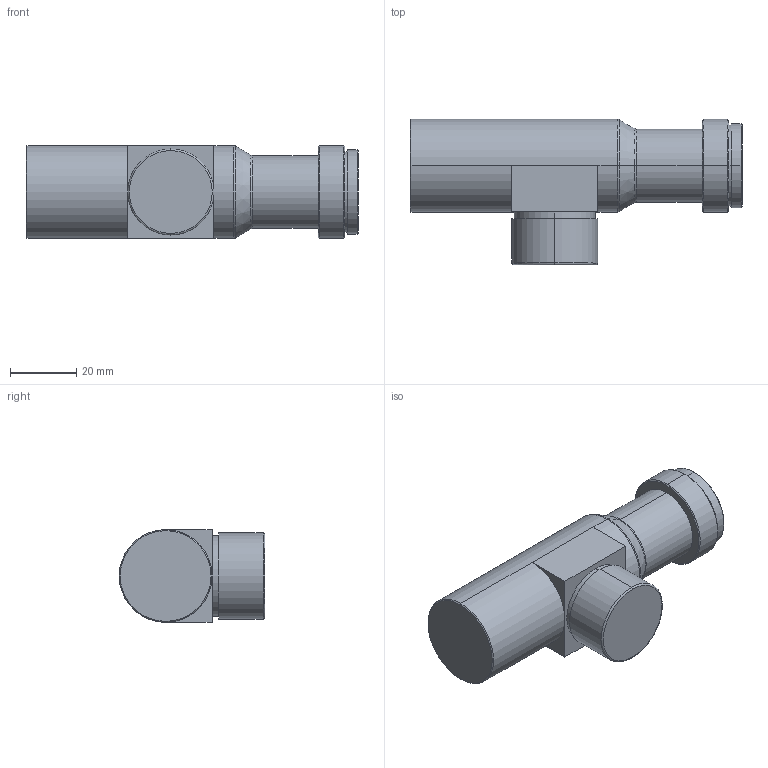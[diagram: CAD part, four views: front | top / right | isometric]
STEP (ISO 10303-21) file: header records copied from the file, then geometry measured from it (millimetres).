
FILE_DESCRIPTION (( 'STEP AP203' ), '1' );
FILE_NAME ('WWH20-63CTLV3.STEP', '2021-09-09T08:09:53', ( '' ), ( '' ), 'SwSTEP 2.0', 'SolidWorks 2017', '' );
FILE_SCHEMA (( 'CONFIG_CONTROL_DESIGN' ));
Length unit declared in the file: millimetre
Products named in the file (1): WWH20-63CTLV3
Bounding box: 100.2 x 43.9 x 28 mm (x, y, z)
Volume: 66352.3 mm3; surface area: 11776.4 mm2
Topology: 1 solids, 1 shells, 45 faces, 90 edges, 52 vertices
Faces by surface type: cylinder 15, plane 14, cone 10, torus 6
Entity records: 1241 total; most frequent: DIRECTION 234, CARTESIAN_POINT 188, ORIENTED_EDGE 180, AXIS2_PLACEMENT_3D 98, EDGE_CURVE 90, VERTEX_POINT 52, CIRCLE 52, EDGE_LOOP 50
